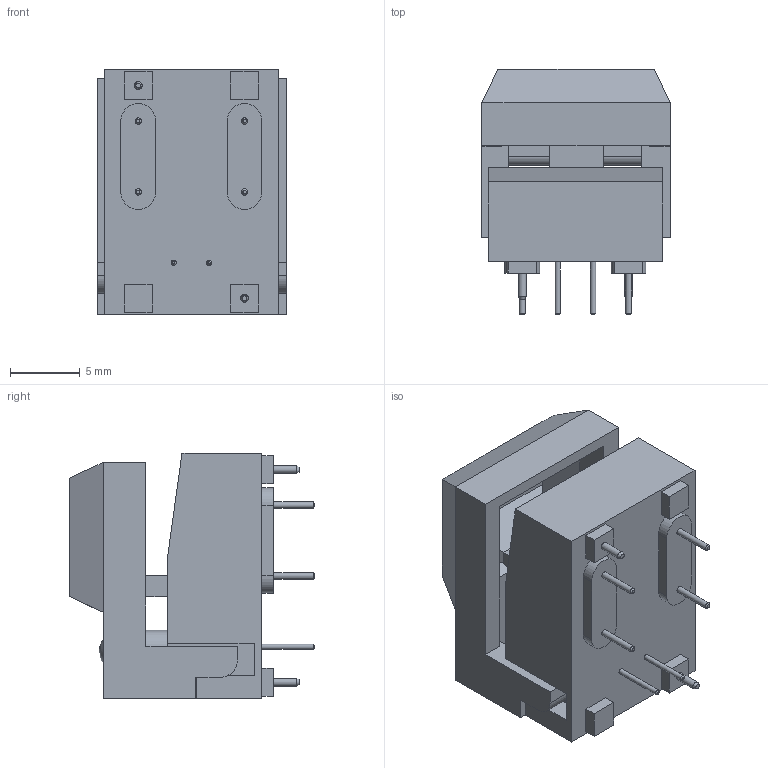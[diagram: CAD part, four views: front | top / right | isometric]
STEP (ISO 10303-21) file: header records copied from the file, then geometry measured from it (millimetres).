
FILE_DESCRIPTION(/* description */ (''),/* implementation_level */ '2;1');
FILE_NAME(/* name */ 'Adafruit PB86-1AR v1.step',/* time_stamp */ '2022-12-19T07:40:38-05:00',/* author */ (''),/* organization */ (''),/* preprocessor_version */ 'ST-DEVELOPER v19.2',/* originating_system */ 'Autodesk Translation Framework v11.17.0.187',/* authorisation */ '');
FILE_SCHEMA (('AUTOMOTIVE_DESIGN { 1 0 10303 214 3 1 1 }'));
Length unit declared in the file: millimetre
Products named in the file (2): Adafruit PB86-1AR; Component2
Assembly tree (1 placements, depth 2):
  Adafruit PB86-1AR
    Component2
Bounding box: 13.5 x 17.6 x 17.61 mm (x, y, z)
Volume: 2042.6 mm3; surface area: 2122 mm2
Topology: 9 solids, 9 shells, 159 faces, 379 edges, 247 vertices
Faces by surface type: plane 122, cylinder 24, cone 10, torus 2, sphere 1
Full cylindrical faces by diameter (mm): 0.375 x2, 0.45 x8, 0.55 x2, 1 x2, 3 x1, 4.4 x1
Entity records: 4631 total; most frequent: CARTESIAN_POINT 821, DIRECTION 763, ORIENTED_EDGE 756, EDGE_CURVE 378, LINE 301, VECTOR 301, VERTEX_POINT 247, AXIS2_PLACEMENT_3D 231
